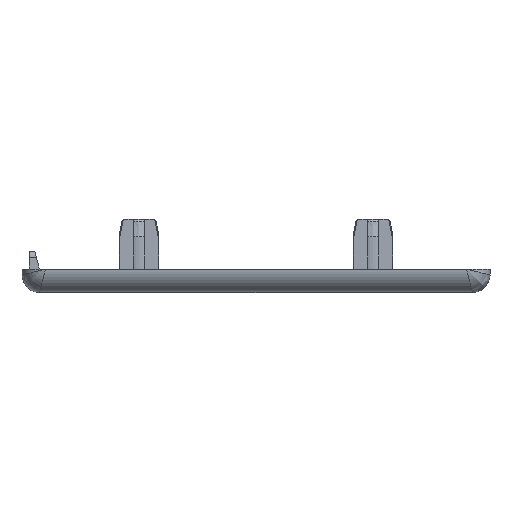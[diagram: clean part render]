
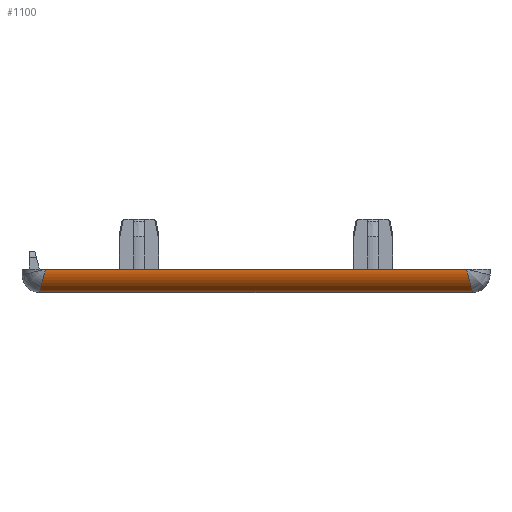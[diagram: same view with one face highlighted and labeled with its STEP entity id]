
A CAD part, front view. The second image highlights one B-rep face of the part: STEP entity #1100.
In plain terms, the highlighted cylindrical face has radius 4 mm (diameter 8 mm), a partial arc.
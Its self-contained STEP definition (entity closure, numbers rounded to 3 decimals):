
#580 = CARTESIAN_POINT ( 'NONE',  ( -40., -40., 4. ) ) ;
#581 = DIRECTION ( 'NONE',  ( 1., 0., 0. ) ) ;
#787 = CARTESIAN_POINT ( 'NONE',  ( -36.586, -40., 1.657 ) ) ;
#831 = CARTESIAN_POINT ( 'NONE',  ( 37., -38.343, 0. ) ) ;
#838 = CARTESIAN_POINT ( 'NONE',  ( 37., -36., 0. ) ) ;
#840 = CARTESIAN_POINT ( 'NONE',  ( 36.586, -40., 1.657 ) ) ;
#841 = CARTESIAN_POINT ( 'NONE',  ( 36., -40., 4. ) ) ;
#842 = CARTESIAN_POINT ( 'NONE',  ( -37., -38.343, 0. ) ) ;
#843 = CARTESIAN_POINT ( 'NONE',  ( -37., -36., 0. ) ) ;
#844 = CARTESIAN_POINT ( 'NONE',  ( -36., -40., 4. ) ) ;
#970 = CARTESIAN_POINT ( 'NONE',  ( 37., -36., 0. ) ) ;
#991 = CARTESIAN_POINT ( 'NONE',  ( -37., -36., 0. ) ) ;
#1031 = CARTESIAN_POINT ( 'NONE',  ( -36., -40., 4. ) ) ;
#1043 = CARTESIAN_POINT ( 'NONE',  ( 36., -40., 4. ) ) ;
#1100 = ADVANCED_FACE ( 'NONE', ( #4220 ), #4223, .T. ) ;
#1492 = EDGE_CURVE ( 'NONE', #4064, #4085, #2849, .T. ) ;
#1532 = AXIS2_PLACEMENT_3D ( 'NONE', #3362, #3370, #2072 ) ;
#1845 = ORIENTED_EDGE ( 'NONE', *, *, #1492, .F. ) ;
#1848 = ORIENTED_EDGE ( 'NONE', *, *, #3562, .F. ) ;
#1849 = ORIENTED_EDGE ( 'NONE', *, *, #3454, .F. ) ;
#1855 = ORIENTED_EDGE ( 'NONE', *, *, #3561, .T. ) ;
#1922 =( BOUNDED_CURVE ( )  B_SPLINE_CURVE ( 3, ( #843, #842, #787, #844 ),
 .UNSPECIFIED., .F., .F. ) 
 B_SPLINE_CURVE_WITH_KNOTS ( ( 4, 4 ),
 ( 3.142, 4.712 ),
 .UNSPECIFIED. ) 
 CURVE ( )  GEOMETRIC_REPRESENTATION_ITEM ( )  RATIONAL_B_SPLINE_CURVE ( ( 1., 0.805, 0.805, 1. ) ) 
 REPRESENTATION_ITEM ( '' )  );
#1923 =( BOUNDED_CURVE ( )  B_SPLINE_CURVE ( 3, ( #838, #831, #840, #841 ),
 .UNSPECIFIED., .F., .F. ) 
 B_SPLINE_CURVE_WITH_KNOTS ( ( 4, 4 ),
 ( 0., 1.571 ),
 .UNSPECIFIED. ) 
 CURVE ( )  GEOMETRIC_REPRESENTATION_ITEM ( )  RATIONAL_B_SPLINE_CURVE ( ( 1., 0.805, 0.805, 1. ) ) 
 REPRESENTATION_ITEM ( '' )  );
#2072 = DIRECTION ( 'NONE',  ( 0., 0., -1. ) ) ;
#2496 = CARTESIAN_POINT ( 'NONE',  ( 40., -36., 0. ) ) ;
#2497 = DIRECTION ( 'NONE',  ( -1., 0., 0. ) ) ;
#2849 = LINE ( 'NONE', #2496, #2852 ) ;
#2852 = VECTOR ( 'NONE', #2497, 1000. ) ;
#3120 = LINE ( 'NONE', #580, #3123 ) ;
#3123 = VECTOR ( 'NONE', #581, 1000. ) ;
#3362 = CARTESIAN_POINT ( 'NONE',  ( -40., -36., 4. ) ) ;
#3370 = DIRECTION ( 'NONE',  ( 1., 0., 0. ) ) ;
#3454 = EDGE_CURVE ( 'NONE', #4125, #4137, #3120, .T. ) ;
#3561 = EDGE_CURVE ( 'NONE', #4064, #4137, #1923, .T. ) ;
#3562 = EDGE_CURVE ( 'NONE', #4085, #4125, #1922, .T. ) ;
#3682 = EDGE_LOOP ( 'NONE', ( #1855, #1849, #1848, #1845 ) ) ;
#4064 = VERTEX_POINT ( 'NONE', #970 ) ;
#4085 = VERTEX_POINT ( 'NONE', #991 ) ;
#4125 = VERTEX_POINT ( 'NONE', #1031 ) ;
#4137 = VERTEX_POINT ( 'NONE', #1043 ) ;
#4220 = FACE_OUTER_BOUND ( 'NONE', #3682, .T. ) ;
#4223 = CYLINDRICAL_SURFACE ( 'NONE', #1532, 4. ) ;
